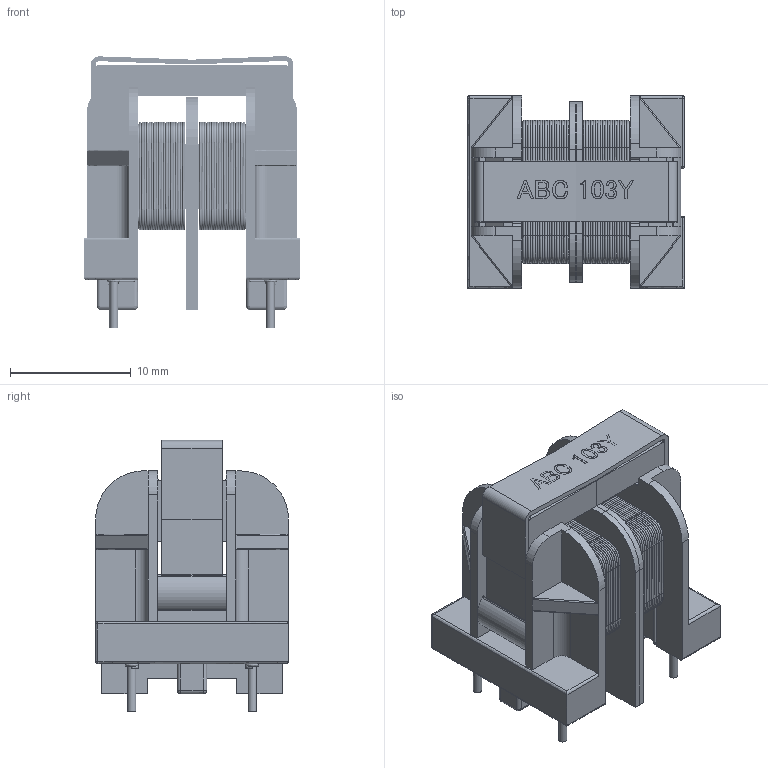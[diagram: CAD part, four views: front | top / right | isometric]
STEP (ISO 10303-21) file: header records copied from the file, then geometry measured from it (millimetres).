
FILE_DESCRIPTION( ('This file contains a STEP AP42 implementation' ,'as created by ZW3D STEP Interface translator.') ,'2;1' );
FILE_NAME( 'UF10V2-L.stp' ,'14 925.135121', (''), ('ZWCAD Software Co.'), 'Version 1.0', 'ZW3D to STEP translator', '' );
FILE_SCHEMA( ('CONFIG_CONTROL_DESIGN') );
Length unit declared in the file: millimetre
Products named in the file (1): 0
Bounding box: 18 x 16 x 22.56 mm (x, y, z)
Volume: 2024.7 mm3; surface area: 6221.6 mm2
Topology: 28 solids, 330 shells, 1116 faces, 2778 edges, 1726 vertices
Faces by surface type: bspline 1116
Entity records: 280512 total; most frequent: CARTESIAN_POINT 264675, ORIENTED_EDGE 4936, EDGE_CURVE 2778, B_SPLINE_CURVE_WITH_KNOTS 2004, VERTEX_POINT 1726, EDGE_LOOP 1134, FACE_OUTER_BOUND 1116, ADVANCED_FACE 1116
